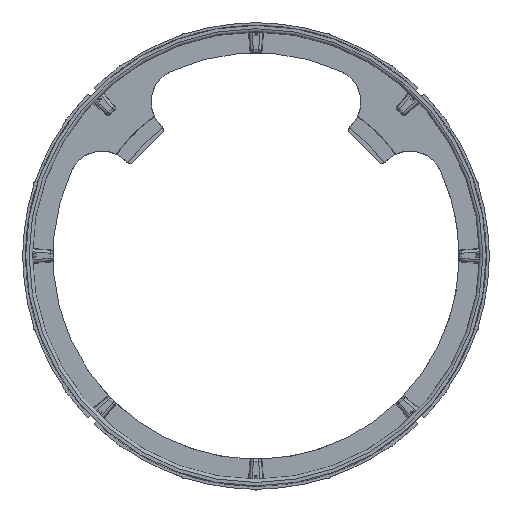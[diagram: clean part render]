
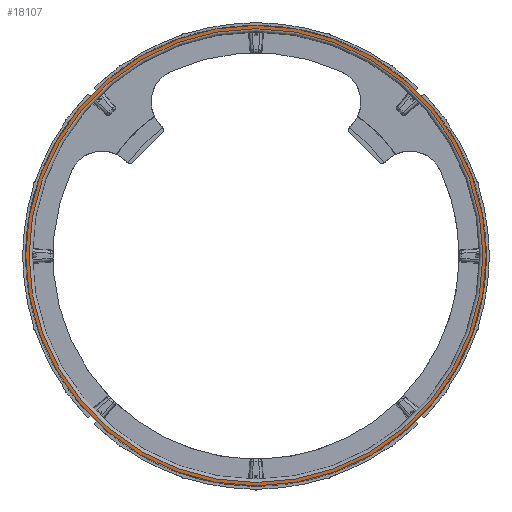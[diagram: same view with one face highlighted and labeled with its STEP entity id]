
A CAD part, top view. The second image highlights one B-rep face of the part: STEP entity #18107.
In plain terms, the highlighted planar face has unit normal (0, 0, 1).
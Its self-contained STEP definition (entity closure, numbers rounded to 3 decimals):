
#958=FACE_BOUND('',#3047,.T.);
#1852=FACE_OUTER_BOUND('',#3046,.T.);
#3046=EDGE_LOOP('',(#15425));
#3047=EDGE_LOOP('',(#15426));
#4722=CIRCLE('',#22441,68.125);
#4724=CIRCLE('',#22444,69.125);
#7206=VERTEX_POINT('',#42273);
#7207=VERTEX_POINT('',#42277);
#10133=EDGE_CURVE('',#7206,#7206,#4722,.T.);
#10135=EDGE_CURVE('',#7207,#7207,#4724,.T.);
#15425=ORIENTED_EDGE('',*,*,#10135,.F.);
#15426=ORIENTED_EDGE('',*,*,#10133,.F.);
#17061=PLANE('',#22443);
#18107=ADVANCED_FACE('',(#1852,#958),#17061,.T.);
#22441=AXIS2_PLACEMENT_3D('',#42274,#27474,#27475);
#22443=AXIS2_PLACEMENT_3D('',#42276,#27478,#27479);
#22444=AXIS2_PLACEMENT_3D('',#42278,#27480,#27481);
#27474=DIRECTION('center_axis',(0.,0.,
1.));
#27475=DIRECTION('ref_axis',(0.,1.,0.));
#27478=DIRECTION('center_axis',(0.,0.,
1.));
#27479=DIRECTION('ref_axis',(-1.,0.,0.));
#27480=DIRECTION('center_axis',(0.,0.,
-1.));
#27481=DIRECTION('ref_axis',(0.,-1.,0.));
#42273=CARTESIAN_POINT('',(-68.135,0.01,72.));
#42274=CARTESIAN_POINT('Origin',(-0.01,0.01,
72.));
#42276=CARTESIAN_POINT('Origin',(-0.01,-69.115,72.));
#42277=CARTESIAN_POINT('',(-0.01,69.135,72.));
#42278=CARTESIAN_POINT('Origin',(-0.01,0.01,
72.));
